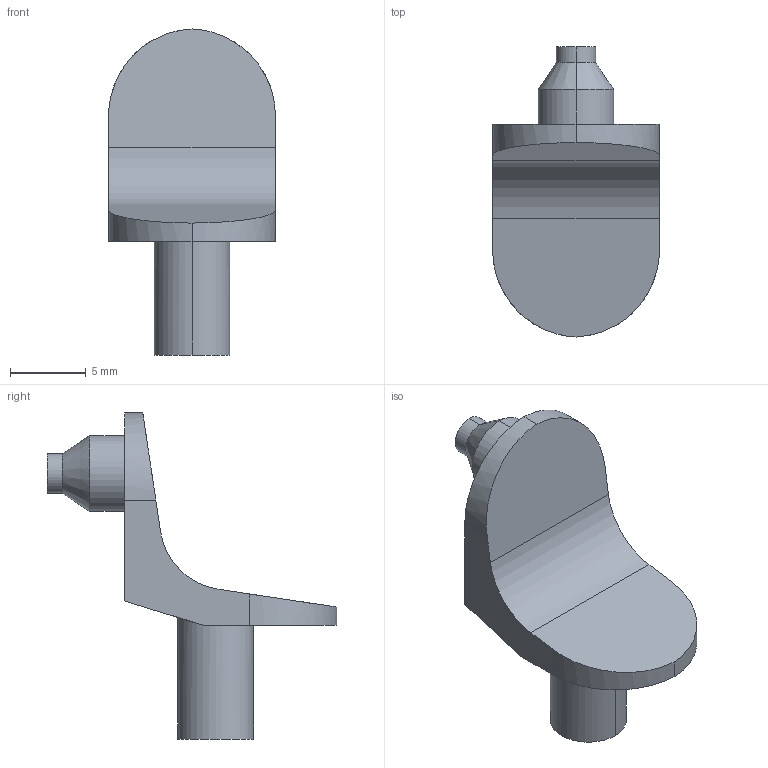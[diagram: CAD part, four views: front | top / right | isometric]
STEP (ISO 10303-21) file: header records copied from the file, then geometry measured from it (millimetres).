
FILE_DESCRIPTION (( 'STEP AP214' ), '1' );
FILE_NAME ('F002546_3D.step', '2022-11-21T18:15:39', ( '' ), ( '' ), 'SwSTEP 2.0', 'SolidWorks 2020', '' );
FILE_SCHEMA (( 'AUTOMOTIVE_DESIGN' ));
Length unit declared in the file: millimetre
Products named in the file (1): F002546_3D
Bounding box: 11 x 19.09 x 21.49 mm (x, y, z)
Volume: 746.8 mm3; surface area: 767.7 mm2
Topology: 1 solids, 1 shells, 22 faces, 53 edges, 34 vertices
Faces by surface type: cylinder 11, plane 9, cone 2
Entity records: 677 total; most frequent: CARTESIAN_POINT 128, DIRECTION 111, ORIENTED_EDGE 106, EDGE_CURVE 53, AXIS2_PLACEMENT_3D 41, VERTEX_POINT 34, VECTOR 29, LINE 29
